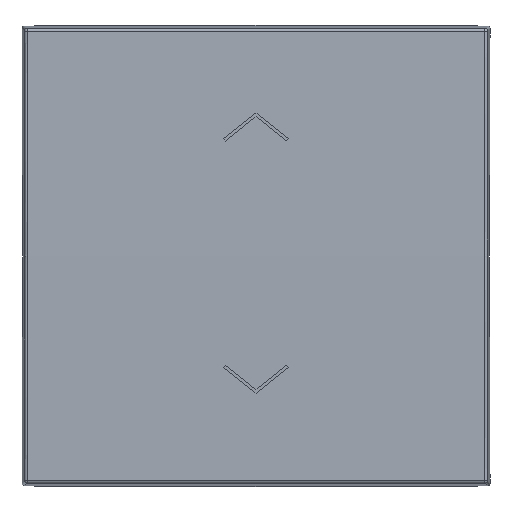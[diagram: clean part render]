
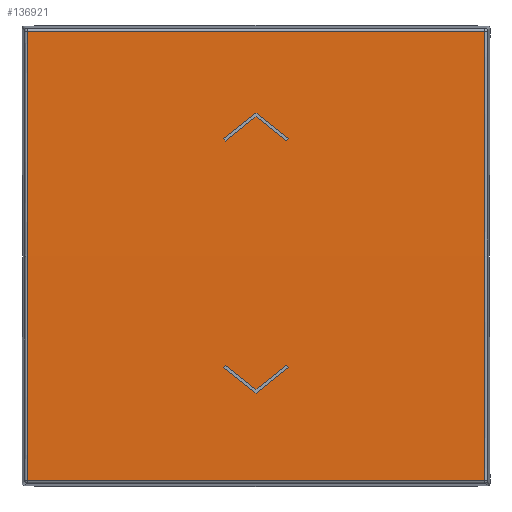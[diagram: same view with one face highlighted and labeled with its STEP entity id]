
A CAD part, top view. The second image highlights one B-rep face of the part: STEP entity #136921.
In plain terms, the highlighted cylindrical face has radius 1600 mm (diameter 3200 mm), a partial arc.
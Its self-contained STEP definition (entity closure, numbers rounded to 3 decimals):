
#92861=CARTESIAN_POINT('',(-27.202,7.71,
26.707));
#92862=CARTESIAN_POINT('',(-27.2,7.77,
23.124));
#92863=CARTESIAN_POINT('',(-27.196,7.864,
16.006));
#92864=CARTESIAN_POINT('',(-27.193,7.934,
5.746));
#92865=CARTESIAN_POINT('',(-27.193,7.938,
-4.91));
#92866=CARTESIAN_POINT('',(-27.196,7.867,
-15.784));
#92867=CARTESIAN_POINT('',(-27.2,7.771,
-23.056));
#92868=CARTESIAN_POINT('',(-27.202,7.71,
-26.707));
#92873=DIRECTION('',(1.,0.,0.));
#92874=VECTOR('',#92873,54.405);
#92875=CARTESIAN_POINT('',(-27.202,7.71,
-26.707));
#92876=LINE('32899',#92875,#92874);
#92880=CARTESIAN_POINT('',(27.202,7.71,
-26.707));
#92881=CARTESIAN_POINT('',(27.2,7.77,
-23.124));
#92882=CARTESIAN_POINT('',(27.196,7.864,
-16.006));
#92883=CARTESIAN_POINT('',(27.193,7.934,
-5.745));
#92884=CARTESIAN_POINT('',(27.193,7.938,4.91));
#92885=CARTESIAN_POINT('',(27.196,7.867,15.784));
#92886=CARTESIAN_POINT('',(27.2,7.771,23.056));
#92887=CARTESIAN_POINT('',(27.202,7.71,26.707));
#92892=DIRECTION('',(-1.,0.,0.));
#92893=VECTOR('',#92892,54.405);
#92894=CARTESIAN_POINT('',(27.202,7.71,26.707));
#92895=LINE('32905',#92894,#92893);
#96954=VERTEX_POINT('',#92861);
#96955=VERTEX_POINT('',#92868);
#96956=CARTESIAN_POINT('',(27.202,7.71,
-26.707));
#96957=VERTEX_POINT('',#96956);
#96958=VERTEX_POINT('',#92887);
#136910=CARTESIAN_POINT('',(-27.8,-1592.067,0.));
#136911=DIRECTION('',(1.,0.,0.));
#136912=DIRECTION('',(0.,0.,-1.));
#136913=AXIS2_PLACEMENT_3D('',#136910,#136911,#136912);
#136914=CYLINDRICAL_SURFACE('32885',#136913,1600.);
#136915=ORIENTED_EDGE('32896',*,*,#136750,.T.);
#136916=ORIENTED_EDGE('32899',*,*,#136790,.T.);
#136917=ORIENTED_EDGE('32902',*,*,#136858,.T.);
#136918=ORIENTED_EDGE('32905',*,*,#136897,.T.);
#136919=EDGE_LOOP('32885',(#136915,#136916,#136917,#136918));
#136920=FACE_OUTER_BOUND('32885',#136919,.F.);
#92869=B_SPLINE_CURVE_WITH_KNOTS('32896',3,(#92861,#92862,#92863,#92864,#92865,
#92866,#92867,#92868),.UNSPECIFIED.,.F.,.F.,(4,1,1,1,1,4),(0.,0.2,0.4,
0.6,0.8,1.),.UNSPECIFIED.);
#92888=B_SPLINE_CURVE_WITH_KNOTS('32902',3,(#92880,#92881,#92882,#92883,#92884,
#92885,#92886,#92887),.UNSPECIFIED.,.F.,.F.,(4,1,1,1,1,4),(0.,0.2,0.4,
0.6,0.8,1.),.UNSPECIFIED.);
#136750=EDGE_CURVE('32896',#96954,#96955,#92869,.T.);
#136790=EDGE_CURVE('32899',#96955,#96957,#92876,.T.);
#136858=EDGE_CURVE('32902',#96957,#96958,#92888,.T.);
#136897=EDGE_CURVE('32905',#96958,#96954,#92895,.T.);
#136921=ADVANCED_FACE('32885',(#136920),#136914,.T.);
